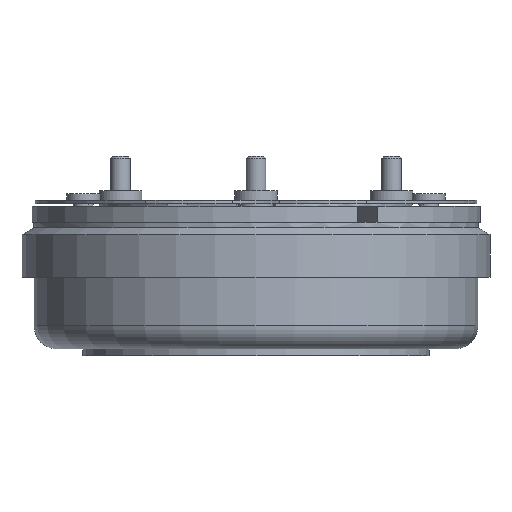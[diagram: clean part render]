
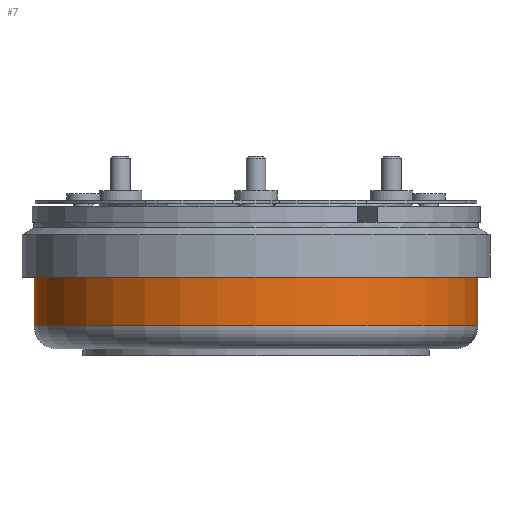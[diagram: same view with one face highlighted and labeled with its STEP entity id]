
A CAD part, front view. The second image highlights one B-rep face of the part: STEP entity #7.
In plain terms, the highlighted cylindrical face has radius 67.35 mm (diameter 134.7 mm), a partial arc.
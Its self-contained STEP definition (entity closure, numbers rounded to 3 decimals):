
#7 = ADVANCED_FACE ( 'NONE', ( #3017 ), #3016, .T. ) ;
#8 = ORIENTED_EDGE ( 'NONE', *, *, #81, .T. ) ;
#81 = EDGE_CURVE ( 'NONE', #2244, #2245, #3233, .T. ) ;
#108 = EDGE_LOOP ( 'NONE', ( #204, #8, #207, #205 ) ) ;
#204 = ORIENTED_EDGE ( 'NONE', *, *, #2220, .F. ) ;
#205 = ORIENTED_EDGE ( 'NONE', *, *, #209, .F. ) ;
#207 = ORIENTED_EDGE ( 'NONE', *, *, #2227, .T. ) ;
#209 = EDGE_CURVE ( 'NONE', #2110, #2109, #3582, .T. ) ;
#2109 = VERTEX_POINT ( 'NONE', #3356 ) ;
#2110 = VERTEX_POINT ( 'NONE', #3258 ) ;
#2220 = EDGE_CURVE ( 'NONE', #2244, #2110, #3713, .T. ) ;
#2227 = EDGE_CURVE ( 'NONE', #2245, #2109, #3829, .T. ) ;
#2244 = VERTEX_POINT ( 'NONE', #3717 ) ;
#2245 = VERTEX_POINT ( 'NONE', #3869 ) ;
#3016 = CYLINDRICAL_SURFACE ( 'NONE', #3049, 67.35 ) ;
#3017 = FACE_OUTER_BOUND ( 'NONE', #108, .T. ) ;
#3046 = DIRECTION ( 'NONE',  ( -1., 0., 0. ) ) ;
#3047 = DIRECTION ( 'NONE',  ( 0., 0., -1. ) ) ;
#3048 = CARTESIAN_POINT ( 'NONE',  ( 0., 0., 30.8 ) ) ;
#3049 = AXIS2_PLACEMENT_3D ( 'NONE', #3048, #3047, #3046 ) ;
#3147 = DIRECTION ( 'NONE',  ( -1., 0., 0. ) ) ;
#3148 = DIRECTION ( 'NONE',  ( 0., 0., -1. ) ) ;
#3149 = CARTESIAN_POINT ( 'NONE',  ( 0., 0., 23.7 ) ) ;
#3150 = AXIS2_PLACEMENT_3D ( 'NONE', #3149, #3148, #3147 ) ;
#3233 = CIRCLE ( 'NONE', #3150, 67.35 ) ;
#3258 = CARTESIAN_POINT ( 'NONE',  ( 67.35, 0., 9. ) ) ;
#3356 = CARTESIAN_POINT ( 'NONE',  ( -67.35, 0., 9. ) ) ;
#3525 = CARTESIAN_POINT ( 'NONE',  ( 0., 0., 9. ) ) ;
#3578 = DIRECTION ( 'NONE',  ( -1., 0., 0. ) ) ;
#3579 = DIRECTION ( 'NONE',  ( 0., 0., -1. ) ) ;
#3580 = AXIS2_PLACEMENT_3D ( 'NONE', #3525, #3579, #3578 ) ;
#3582 = CIRCLE ( 'NONE', #3580, 67.35 ) ;
#3692 = DIRECTION ( 'NONE',  ( 0., 0., -1. ) ) ;
#3713 = LINE ( 'NONE', #3785, #3714 ) ;
#3714 = VECTOR ( 'NONE', #3692, 1000. ) ;
#3717 = CARTESIAN_POINT ( 'NONE',  ( 67.35, 0., 23.7 ) ) ;
#3785 = CARTESIAN_POINT ( 'NONE',  ( 67.35, 0., 30.8 ) ) ;
#3805 = DIRECTION ( 'NONE',  ( 0., 0., -1. ) ) ;
#3806 = VECTOR ( 'NONE', #3805, 1000. ) ;
#3828 = CARTESIAN_POINT ( 'NONE',  ( -67.35, 0., 30.8 ) ) ;
#3829 = LINE ( 'NONE', #3828, #3806 ) ;
#3869 = CARTESIAN_POINT ( 'NONE',  ( -67.35, 0., 23.7 ) ) ;
